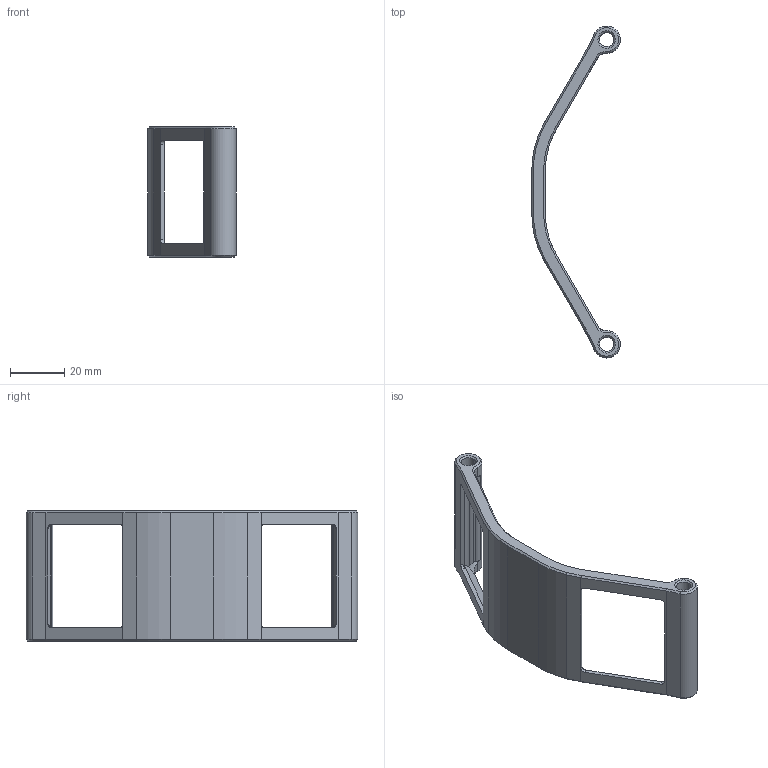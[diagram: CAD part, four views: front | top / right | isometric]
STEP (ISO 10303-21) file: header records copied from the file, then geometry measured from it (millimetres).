
FILE_DESCRIPTION (( 'STEP AP203' ), '1' );
FILE_NAME ('frame_shell4 side.STEP', '2024-12-20T10:19:22', ( '' ), ( '' ), 'SwSTEP 2.0', 'SolidWorks 2022', '' );
FILE_SCHEMA (( 'CONFIG_CONTROL_DESIGN' ));
Length unit declared in the file: millimetre
Products named in the file (1): frame_shell4 side
Bounding box: 32.62 x 122.28 x 48 mm (x, y, z)
Volume: 12891.5 mm3; surface area: 12955.6 mm2
Topology: 1 solids, 1 shells, 146 faces, 360 edges, 214 vertices
Faces by surface type: plane 50, bspline 34, cylinder 32, cone 30
Entity records: 7044 total; most frequent: CARTESIAN_POINT 3924, ORIENTED_EDGE 720, DIRECTION 492, EDGE_CURVE 360, VERTEX_POINT 214, AXIS2_PLACEMENT_3D 183, EDGE_LOOP 152, B_SPLINE_CURVE_WITH_KNOTS 152
